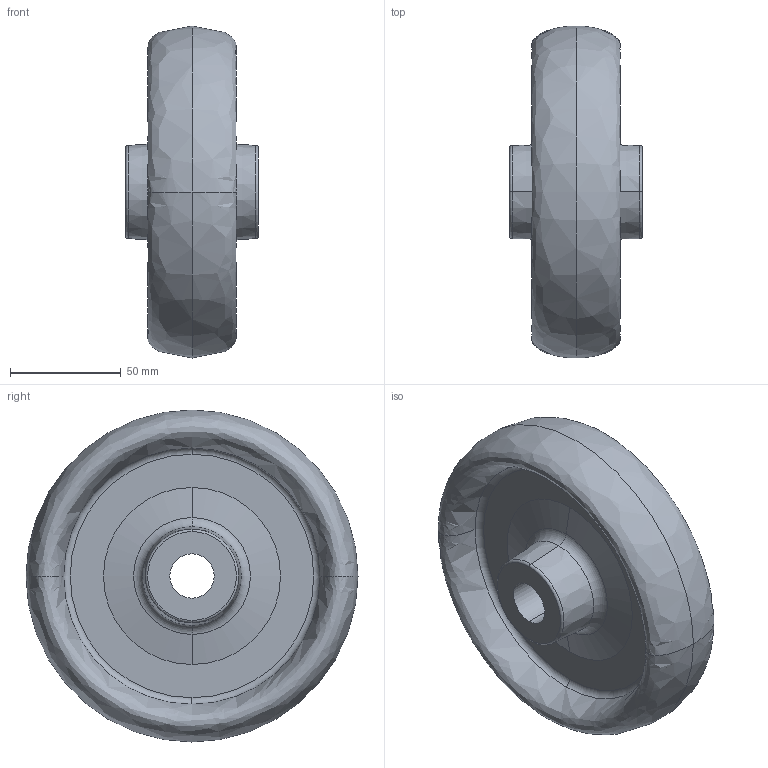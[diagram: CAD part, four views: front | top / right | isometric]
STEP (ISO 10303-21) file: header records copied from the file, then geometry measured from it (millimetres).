
FILE_DESCRIPTION (( 'STEP AP214' ), '1' );
FILE_NAME ('0033521_PALB-150-40-58-G20.STEP', '2017-10-26T10:09:07', ( '' ), ( '' ), 'SwSTEP 2.0', 'SolidWorks 2016', '' );
FILE_SCHEMA (( 'AUTOMOTIVE_DESIGN' ));
Length unit declared in the file: millimetre
Products named in the file (1): 0033521_PALB-150-40-58-G20
Bounding box: 60 x 150 x 150 mm (x, y, z)
Volume: 382144.9 mm3; surface area: 65061 mm2
Topology: 1 solids, 1 shells, 172 faces, 449 edges, 294 vertices
Faces by surface type: plane 90, bspline 47, cylinder 13, torus 12, cone 10
Entity records: 7829 total; most frequent: CARTESIAN_POINT 2169, ORIENTED_EDGE 898, DIRECTION 563, EDGE_CURVE 449, VERTEX_POINT 294, B_SPLINE_CURVE_WITH_KNOTS 208, AXIS2_PLACEMENT_3D 200, EDGE_LOOP 189
